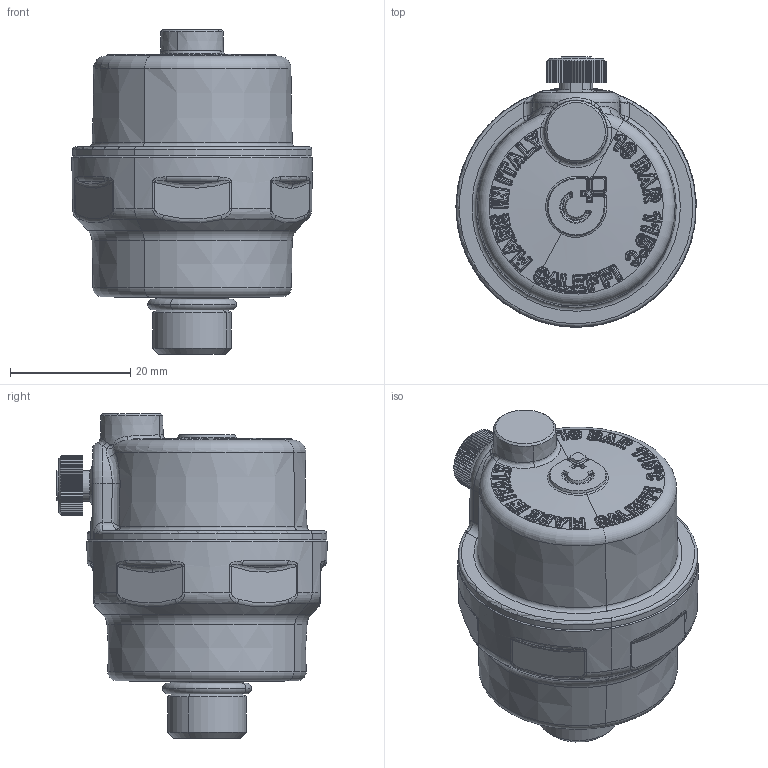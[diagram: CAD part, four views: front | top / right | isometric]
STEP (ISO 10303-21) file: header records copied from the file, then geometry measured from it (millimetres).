
FILE_DESCRIPTION(('CATIA V5 STEP Exchange','CAx-IF Rec.Pracs.--- Model Styling and Organization---1.4--- 2014-01-23','CAx-IF Rec.Pracs.---3D Tessellated Data Validation Properties---0.5---2014-09-14'),'2;1');
FILE_NAME('STEP_502420_-_TST.stp','2022-03-24T16:58:36+00:00',('none'),('none'),'CATIA Version 5-6 Release 2019 SP3','CATIA V5 STEP AP242 v1','none');
FILE_SCHEMA(('AP242_MANAGED_MODEL_BASED_3D_ENGINEERING_MIM_LF {1 0 10303 442 1 1 4}'));
Length unit declared in the file: millimetre
Products named in the file (1): 502420 - TST
Bounding box: 39.94 x 44.96 x 54 mm (x, y, z)
Volume: 41739.6 mm3; surface area: 7626.3 mm2
Topology: 2 solids, 2 shells, 2018 faces, 4829 edges, 2636 vertices
Faces by surface type: cylinder 616, bspline 608, plane 444, sphere 197, torus 77, cone 76
Entity records: 99642 total; most frequent: CARTESIAN_POINT 62149, ORIENTED_EDGE 9228, DIRECTION 4816, EDGE_CURVE 4614, VERTEX_POINT 2636, B_SPLINE_CURVE_WITH_KNOTS 2302, AXIS2_PLACEMENT_3D 2250, EDGE_LOOP 2056
